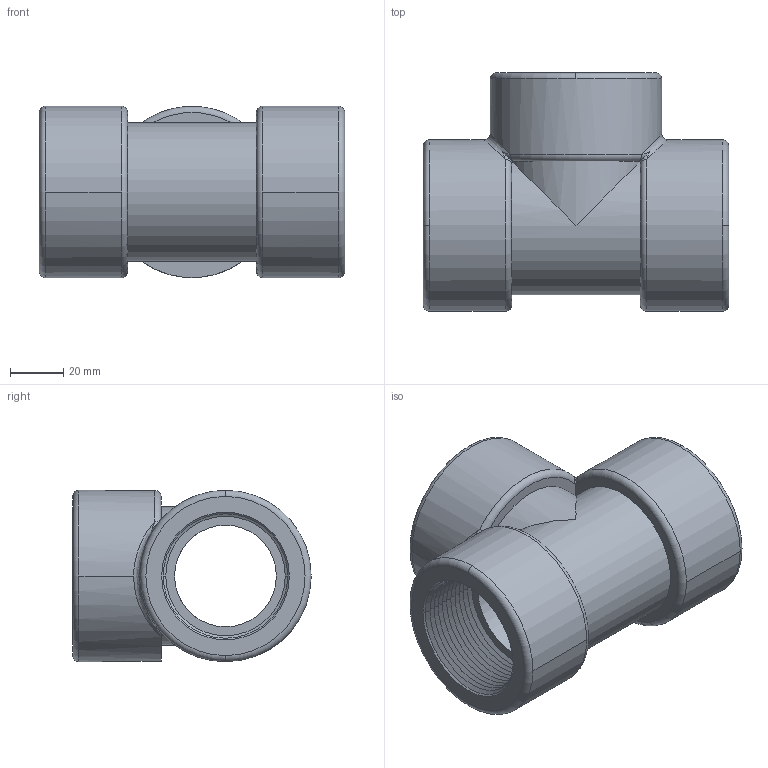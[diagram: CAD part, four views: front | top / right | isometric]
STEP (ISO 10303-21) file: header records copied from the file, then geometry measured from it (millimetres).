
FILE_DESCRIPTION((''),'2;1');
FILE_NAME('TEE150.stp','2013-05-28T09:51:18',(''),(''),'Mechanical Desktop 2009','Mechanical Desktop 2009',', , ');
FILE_SCHEMA(('AUTOMOTIVE_DESIGN { 1 2 10303 214 1 1 1 1 }'));
Length unit declared in the file: inch
Products named in the file (5): TEE150; PART1; TITLBLKB; TITLBLKC; STITBLKC
Assembly tree (4 placements, depth 2):
  TEE150
    PART1
    TITLBLKB
    TITLBLKC
    STITBLKC
Bounding box: 114.3 x 89.23 x 64.16 mm (x, y, z)
Volume: 204716.2 mm3; surface area: 61517.1 mm2
Topology: 1 solids, 1 shells, 179 faces, 386 edges, 211 vertices
Faces by surface type: cone 138, cylinder 14, plane 10, torus 9, bspline 8
Entity records: 5469 total; most frequent: CARTESIAN_POINT 1425, DIRECTION 928, ORIENTED_EDGE 772, AXIS2_PLACEMENT_3D 386, EDGE_CURVE 386, VERTEX_POINT 211, CIRCLE 196, EDGE_LOOP 185
